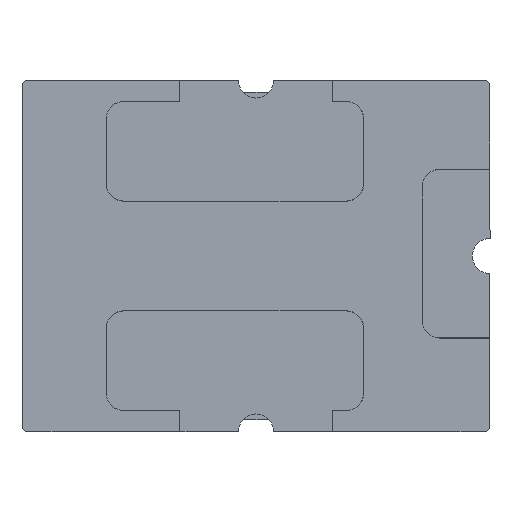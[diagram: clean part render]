
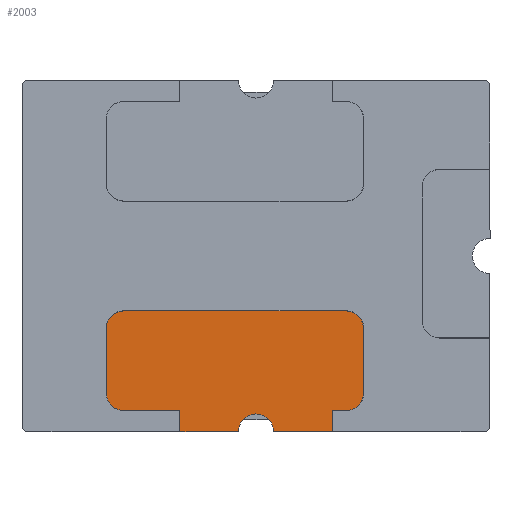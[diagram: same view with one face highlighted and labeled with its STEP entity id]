
A CAD part, front view. The second image highlights one B-rep face of the part: STEP entity #2003.
In plain terms, the highlighted planar face has unit normal (0, -1, 0).
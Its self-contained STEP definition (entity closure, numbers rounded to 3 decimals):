
#354 = CARTESIAN_POINT ( 'NONE',  ( 0.65, 0., -1.32 ) ) ;
#417 = LINE ( 'NONE', #7715, #1171 ) ;
#440 = EDGE_CURVE ( 'NONE', #752, #6598, #5949, .T. ) ;
#578 = DIRECTION ( 'NONE',  ( 0., 1., 0. ) ) ;
#632 = FACE_OUTER_BOUND ( 'NONE', #1441, .T. ) ;
#651 = ORIENTED_EDGE ( 'NONE', *, *, #1192, .F. ) ;
#697 = EDGE_CURVE ( 'NONE', #7585, #1844, #2286, .T. ) ;
#752 = VERTEX_POINT ( 'NONE', #5271 ) ;
#833 = DIRECTION ( 'NONE',  ( 0., 0., -1. ) ) ;
#932 = DIRECTION ( 'NONE',  ( 0., 0., 1. ) ) ;
#1017 = CARTESIAN_POINT ( 'NONE',  ( 0.92, 0., -0.62 ) ) ;
#1038 = ORIENTED_EDGE ( 'NONE', *, *, #2840, .F. ) ;
#1063 = VECTOR ( 'NONE', #833, 1000. ) ;
#1083 = LINE ( 'NONE', #5778, #1640 ) ;
#1088 = CARTESIAN_POINT ( 'NONE',  ( 0.65, 0., -1.5 ) ) ;
#1171 = VECTOR ( 'NONE', #4108, 1000. ) ;
#1192 = EDGE_CURVE ( 'NONE', #1844, #6558, #7371, .T. ) ;
#1254 = LINE ( 'NONE', #2658, #1063 ) ;
#1275 = CARTESIAN_POINT ( 'NONE',  ( -1.13, 0., -0.47 ) ) ;
#1278 = ORIENTED_EDGE ( 'NONE', *, *, #6482, .F. ) ;
#1351 = CARTESIAN_POINT ( 'NONE',  ( 0.77, 0., -0.47 ) ) ;
#1355 = CARTESIAN_POINT ( 'NONE',  ( 0., 0., -1.32 ) ) ;
#1423 = CARTESIAN_POINT ( 'NONE',  ( 0.92, 0., 0. ) ) ;
#1441 = EDGE_LOOP ( 'NONE', ( #7231, #5229, #6862, #6578, #7620, #651, #1669, #1671, #1038, #4257, #1278, #5253, #3364, #7453 ) ) ;
#1490 = EDGE_CURVE ( 'NONE', #2322, #3247, #2662, .T. ) ;
#1550 = DIRECTION ( 'NONE',  ( 0., 0., 1. ) ) ;
#1631 = LINE ( 'NONE', #4721, #4433 ) ;
#1640 = VECTOR ( 'NONE', #1550, 1000. ) ;
#1669 = ORIENTED_EDGE ( 'NONE', *, *, #697, .F. ) ;
#1671 = ORIENTED_EDGE ( 'NONE', *, *, #7082, .F. ) ;
#1709 = VECTOR ( 'NONE', #2640, 1000. ) ;
#1792 = CARTESIAN_POINT ( 'NONE',  ( 0.77, 0., -1.32 ) ) ;
#1844 = VERTEX_POINT ( 'NONE', #2261 ) ;
#1852 = DIRECTION ( 'NONE',  ( 0., 1., 0. ) ) ;
#1944 = DIRECTION ( 'NONE',  ( -1., 0., 0. ) ) ;
#2003 = ADVANCED_FACE ( 'NONE', ( #632 ), #6946, .F. ) ;
#2031 = CARTESIAN_POINT ( 'NONE',  ( 0., 0., -1.5 ) ) ;
#2086 = DIRECTION ( 'NONE',  ( 0., 0., 1. ) ) ;
#2098 = VERTEX_POINT ( 'NONE', #5997 ) ;
#2227 = DIRECTION ( 'NONE',  ( -1., 0., 0. ) ) ;
#2261 = CARTESIAN_POINT ( 'NONE',  ( -1.13, 0., -1.32 ) ) ;
#2286 = LINE ( 'NONE', #3410, #2560 ) ;
#2322 = VERTEX_POINT ( 'NONE', #6070 ) ;
#2383 = VECTOR ( 'NONE', #1944, 1000. ) ;
#2560 = VECTOR ( 'NONE', #2227, 1000. ) ;
#2594 = CARTESIAN_POINT ( 'NONE',  ( -1.13, 0., -1.17 ) ) ;
#2640 = DIRECTION ( 'NONE',  ( -1., 0., 0. ) ) ;
#2647 = CARTESIAN_POINT ( 'NONE',  ( -0.65, 0., -1.5 ) ) ;
#2658 = CARTESIAN_POINT ( 'NONE',  ( -1.28, 0., 0. ) ) ;
#2662 = CIRCLE ( 'NONE', #7452, 0.15 ) ;
#2679 = VERTEX_POINT ( 'NONE', #1088 ) ;
#2739 = CARTESIAN_POINT ( 'NONE',  ( 0., 0., -1.5 ) ) ;
#2840 = EDGE_CURVE ( 'NONE', #3247, #3775, #3297, .T. ) ;
#2907 = DIRECTION ( 'NONE',  ( 0., 0., 1. ) ) ;
#3125 = LINE ( 'NONE', #1423, #3594 ) ;
#3134 = CARTESIAN_POINT ( 'NONE',  ( 0.77, 0., -0.62 ) ) ;
#3154 = AXIS2_PLACEMENT_3D ( 'NONE', #7093, #578, #2907 ) ;
#3247 = VERTEX_POINT ( 'NONE', #4781 ) ;
#3297 = LINE ( 'NONE', #2031, #1709 ) ;
#3313 = DIRECTION ( 'NONE',  ( 0., 0., 1. ) ) ;
#3358 = EDGE_CURVE ( 'NONE', #5455, #7596, #5158, .T. ) ;
#3364 = ORIENTED_EDGE ( 'NONE', *, *, #4702, .F. ) ;
#3396 = CARTESIAN_POINT ( 'NONE',  ( -0.65, 0., -1.32 ) ) ;
#3410 = CARTESIAN_POINT ( 'NONE',  ( 0., 0., -1.32 ) ) ;
#3594 = VECTOR ( 'NONE', #3744, 1000. ) ;
#3744 = DIRECTION ( 'NONE',  ( 0., 0., -1. ) ) ;
#3768 = AXIS2_PLACEMENT_3D ( 'NONE', #6359, #7642, #932 ) ;
#3775 = VERTEX_POINT ( 'NONE', #2647 ) ;
#4108 = DIRECTION ( 'NONE',  ( 0., 0., 1. ) ) ;
#4257 = ORIENTED_EDGE ( 'NONE', *, *, #1490, .F. ) ;
#4262 = DIRECTION ( 'NONE',  ( 0., 0., 1. ) ) ;
#4415 = DIRECTION ( 'NONE',  ( 0., 1., 0. ) ) ;
#4433 = VECTOR ( 'NONE', #7724, 1000. ) ;
#4558 = CARTESIAN_POINT ( 'NONE',  ( -1.13, 0., -0.62 ) ) ;
#4702 = EDGE_CURVE ( 'NONE', #4818, #5144, #6905, .T. ) ;
#4721 = CARTESIAN_POINT ( 'NONE',  ( 0., 0., -1.5 ) ) ;
#4781 = CARTESIAN_POINT ( 'NONE',  ( -0.15, 0., -1.5 ) ) ;
#4818 = VERTEX_POINT ( 'NONE', #1792 ) ;
#4988 = AXIS2_PLACEMENT_3D ( 'NONE', #3134, #1852, #4262 ) ;
#5006 = EDGE_CURVE ( 'NONE', #752, #6558, #1254, .T. ) ;
#5144 = VERTEX_POINT ( 'NONE', #354 ) ;
#5158 = CIRCLE ( 'NONE', #4988, 0.15 ) ;
#5229 = ORIENTED_EDGE ( 'NONE', *, *, #3358, .F. ) ;
#5253 = ORIENTED_EDGE ( 'NONE', *, *, #6314, .T. ) ;
#5271 = CARTESIAN_POINT ( 'NONE',  ( -1.28, 0., -0.62 ) ) ;
#5455 = VERTEX_POINT ( 'NONE', #1351 ) ;
#5464 = AXIS2_PLACEMENT_3D ( 'NONE', #2594, #4415, #2086 ) ;
#5778 = CARTESIAN_POINT ( 'NONE',  ( 0.65, 0., 0. ) ) ;
#5822 = DIRECTION ( 'NONE',  ( 0., 0., 1. ) ) ;
#5891 = DIRECTION ( 'NONE',  ( -1., 0., 0. ) ) ;
#5949 = CIRCLE ( 'NONE', #6029, 0.15 ) ;
#5997 = CARTESIAN_POINT ( 'NONE',  ( 0.92, 0., -1.17 ) ) ;
#6029 = AXIS2_PLACEMENT_3D ( 'NONE', #4558, #7681, #5822 ) ;
#6070 = CARTESIAN_POINT ( 'NONE',  ( 0.15, 0., -1.5 ) ) ;
#6314 = EDGE_CURVE ( 'NONE', #2679, #5144, #1083, .T. ) ;
#6359 = CARTESIAN_POINT ( 'NONE',  ( 0., 0., 0. ) ) ;
#6396 = DIRECTION ( 'NONE',  ( 0., -1., 0. ) ) ;
#6450 = CIRCLE ( 'NONE', #3154, 0.15 ) ;
#6482 = EDGE_CURVE ( 'NONE', #2679, #2322, #1631, .T. ) ;
#6529 = EDGE_CURVE ( 'NONE', #5455, #6598, #7641, .T. ) ;
#6558 = VERTEX_POINT ( 'NONE', #7211 ) ;
#6578 = ORIENTED_EDGE ( 'NONE', *, *, #440, .F. ) ;
#6598 = VERTEX_POINT ( 'NONE', #1275 ) ;
#6601 = CARTESIAN_POINT ( 'NONE',  ( 0., 0., -0.47 ) ) ;
#6724 = EDGE_CURVE ( 'NONE', #7596, #2098, #3125, .T. ) ;
#6862 = ORIENTED_EDGE ( 'NONE', *, *, #6529, .T. ) ;
#6903 = VECTOR ( 'NONE', #5891, 1000. ) ;
#6905 = LINE ( 'NONE', #1355, #2383 ) ;
#6946 = PLANE ( 'NONE',  #3768 ) ;
#7082 = EDGE_CURVE ( 'NONE', #3775, #7585, #417, .T. ) ;
#7093 = CARTESIAN_POINT ( 'NONE',  ( 0.77, 0., -1.17 ) ) ;
#7132 = EDGE_CURVE ( 'NONE', #2098, #4818, #6450, .T. ) ;
#7211 = CARTESIAN_POINT ( 'NONE',  ( -1.28, 0., -1.17 ) ) ;
#7231 = ORIENTED_EDGE ( 'NONE', *, *, #6724, .F. ) ;
#7371 = CIRCLE ( 'NONE', #5464, 0.15 ) ;
#7452 = AXIS2_PLACEMENT_3D ( 'NONE', #2739, #6396, #3313 ) ;
#7453 = ORIENTED_EDGE ( 'NONE', *, *, #7132, .F. ) ;
#7585 = VERTEX_POINT ( 'NONE', #3396 ) ;
#7596 = VERTEX_POINT ( 'NONE', #1017 ) ;
#7620 = ORIENTED_EDGE ( 'NONE', *, *, #5006, .T. ) ;
#7641 = LINE ( 'NONE', #6601, #6903 ) ;
#7642 = DIRECTION ( 'NONE',  ( 0., 1., 0. ) ) ;
#7681 = DIRECTION ( 'NONE',  ( 0., 1., 0. ) ) ;
#7715 = CARTESIAN_POINT ( 'NONE',  ( -0.65, 0., 0. ) ) ;
#7724 = DIRECTION ( 'NONE',  ( -1., 0., 0. ) ) ;
